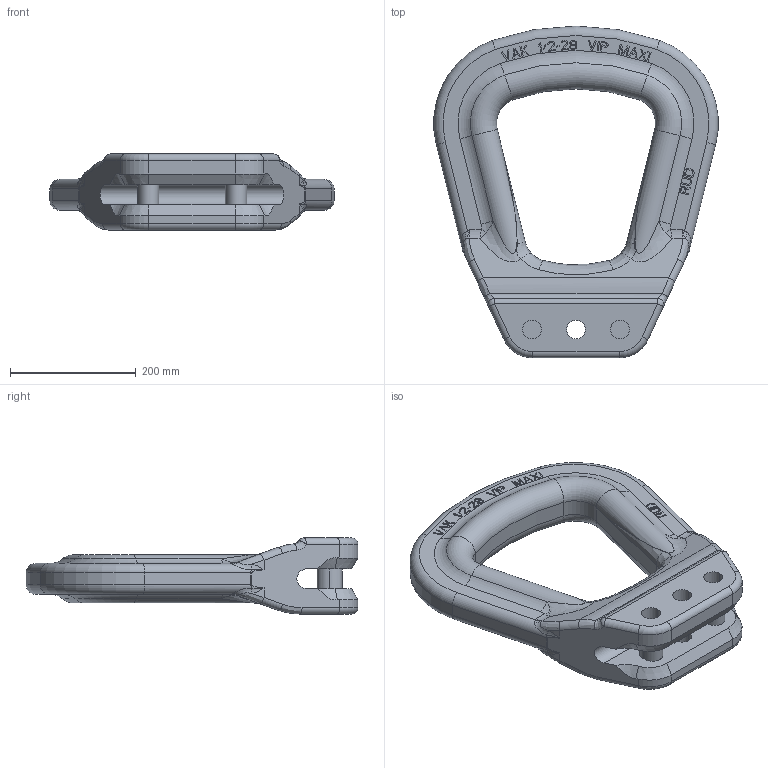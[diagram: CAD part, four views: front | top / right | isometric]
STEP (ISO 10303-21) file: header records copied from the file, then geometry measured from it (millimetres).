
FILE_DESCRIPTION((''),'2;1');
FILE_NAME('001-M33898-P99','2019-01-23T',('anja.joas'),(''),'PRO/ENGINEER BY PARAMETRIC TECHNOLOGY CORPORATION, 2011490','PRO/ENGINEER BY PARAMETRIC TECHNOLOGY CORPORATION, 2011490','');
FILE_SCHEMA(('CONFIG_CONTROL_DESIGN'));
Length unit declared in the file: millimetre
Products named in the file (1): 001-M33898-P99
Bounding box: 452.1 x 528 x 121 mm (x, y, z)
Volume: 8982891.1 mm3; surface area: 472880.7 mm2
Topology: 1 solids, 1 shells, 530 faces, 1386 edges, 886 vertices
Faces by surface type: plane 368, bspline 64, cylinder 62, torus 22, cone 8, extrusion 4, sphere 2
Entity records: 22185 total; most frequent: CARTESIAN_POINT 9511, ORIENTED_EDGE 2772, DIRECTION 2348, EDGE_CURVE 1386, VECTOR 1080, LINE 1076, VERTEX_POINT 886, AXIS2_PLACEMENT_3D 634
